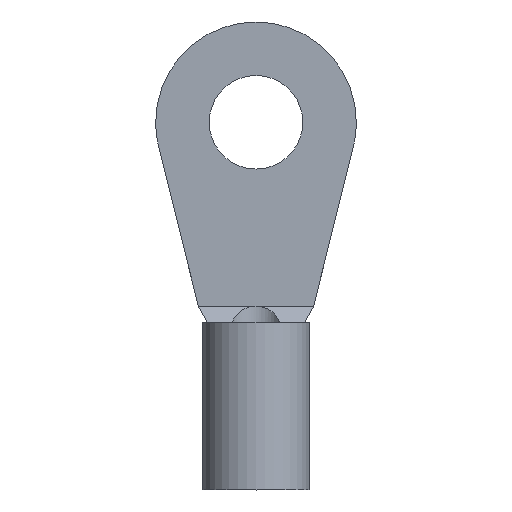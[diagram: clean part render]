
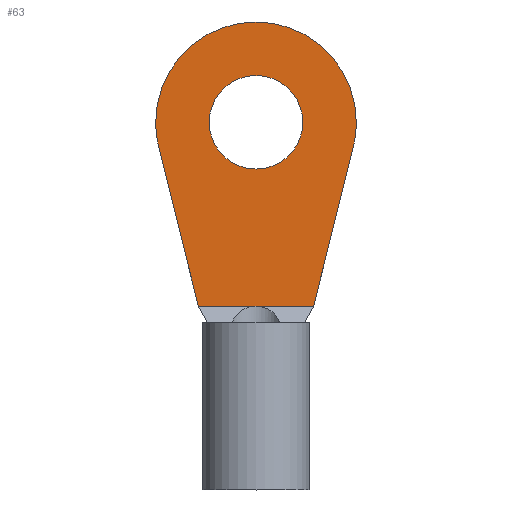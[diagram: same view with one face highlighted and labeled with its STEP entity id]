
A CAD part, top view. The second image highlights one B-rep face of the part: STEP entity #63.
In plain terms, the highlighted planar face has unit normal (0, 0, 1).
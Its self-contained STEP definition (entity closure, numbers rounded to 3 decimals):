
#63=ADVANCED_FACE('',(#132,#133),#134,.T.);
#132=FACE_OUTER_BOUND('',#241,.T.);
#133=FACE_BOUND('',#242,.T.);
#134=PLANE('',#243);
#241=EDGE_LOOP('',(#365,#366,#367,#368,#369,#370,#371));
#242=EDGE_LOOP('',(#372,#373));
#243=AXIS2_PLACEMENT_3D('',#374,#375,#376);
#365=ORIENTED_EDGE('',*,*,#509,.T.);
#366=ORIENTED_EDGE('',*,*,#510,.T.);
#367=ORIENTED_EDGE('',*,*,#507,.T.);
#368=ORIENTED_EDGE('',*,*,#511,.T.);
#369=ORIENTED_EDGE('',*,*,#466,.T.);
#370=ORIENTED_EDGE('',*,*,#462,.T.);
#371=ORIENTED_EDGE('',*,*,#512,.F.);
#372=ORIENTED_EDGE('',*,*,#513,.T.);
#373=ORIENTED_EDGE('',*,*,#514,.T.);
#374=CARTESIAN_POINT('',(3.0,5.0,0.8));
#375=DIRECTION('',(0.0,0.0,1.0));
#376=DIRECTION('',(1.0,0.0,0.0));
#462=EDGE_CURVE('',#532,#537,#539,.T.);
#466=EDGE_CURVE('',#542,#532,#545,.T.);
#507=EDGE_CURVE('',#606,#608,#610,.T.);
#509=EDGE_CURVE('',#612,#584,#613,.T.);
#510=EDGE_CURVE('',#584,#606,#614,.T.);
#511=EDGE_CURVE('',#608,#542,#615,.T.);
#512=EDGE_CURVE('',#612,#537,#616,.T.);
#513=EDGE_CURVE('',#617,#618,#619,.T.);
#514=EDGE_CURVE('',#618,#617,#620,.T.);
#532=VERTEX_POINT('',#638);
#537=VERTEX_POINT('',#644);
#539=CIRCLE('',#647,3.0);
#542=VERTEX_POINT('',#650);
#545=CIRCLE('',#654,3.0);
#584=VERTEX_POINT('',#722);
#606=VERTEX_POINT('',#761);
#608=VERTEX_POINT('',#764);
#610=LINE('',#767,#768);
#612=VERTEX_POINT('',#770);
#613=LINE('',#771,#772);
#614=LINE('',#773,#774);
#615=CIRCLE('',#775,3.0);
#616=LINE('',#776,#777);
#617=VERTEX_POINT('',#778);
#618=VERTEX_POINT('',#779);
#619=CIRCLE('',#780,1.4);
#620=CIRCLE('',#781,1.4);
#638=CARTESIAN_POINT('',(0.0,11.0,0.8));
#644=CARTESIAN_POINT('',(0.089,10.276,0.8));
#647=AXIS2_PLACEMENT_3D('',#808,#809,#810);
#650=CARTESIAN_POINT('',(6.0,11.0,0.8));
#654=AXIS2_PLACEMENT_3D('',#815,#816,#817);
#722=CARTESIAN_POINT('',(3.0,5.5,0.8));
#761=CARTESIAN_POINT('',(4.724,5.5,0.8));
#764=CARTESIAN_POINT('',(5.911,10.276,0.8));
#767=CARTESIAN_POINT('',(4.6,5.0,0.8));
#768=VECTOR('',#875,1.0);
#770=CARTESIAN_POINT('',(1.276,5.5,0.8));
#771=CARTESIAN_POINT('',(3.0,5.5,0.8));
#772=VECTOR('',#876,1.0);
#773=CARTESIAN_POINT('',(3.0,5.5,0.8));
#774=VECTOR('',#877,1.0);
#775=AXIS2_PLACEMENT_3D('',#878,#879,#880);
#776=CARTESIAN_POINT('',(1.4,5.0,0.8));
#777=VECTOR('',#881,1.0);
#778=CARTESIAN_POINT('',(1.6,11.0,0.8));
#779=CARTESIAN_POINT('',(4.4,11.0,0.8));
#780=AXIS2_PLACEMENT_3D('',#882,#883,#884);
#781=AXIS2_PLACEMENT_3D('',#885,#886,#887);
#808=CARTESIAN_POINT('',(3.0,11.0,0.8));
#809=DIRECTION('',(0.0,0.0,1.0));
#810=DIRECTION('',(1.0,0.0,0.0));
#815=CARTESIAN_POINT('',(3.0,11.0,0.8));
#816=DIRECTION('',(0.0,0.0,1.0));
#817=DIRECTION('',(1.0,0.0,0.0));
#875=DIRECTION('',(0.241,0.97,0.0));
#876=DIRECTION('',(1.0,0.,0.0));
#877=DIRECTION('',(1.0,0.,0.0));
#878=CARTESIAN_POINT('',(3.0,11.0,0.8));
#879=DIRECTION('',(0.0,0.0,1.0));
#880=DIRECTION('',(1.0,0.0,0.0));
#881=DIRECTION('',(-0.241,0.97,0.0));
#882=CARTESIAN_POINT('',(3.0,11.0,0.8));
#883=DIRECTION('',(0.0,0.0,-1.0));
#884=DIRECTION('',(1.0,0.0,0.0));
#885=CARTESIAN_POINT('',(3.0,11.0,0.8));
#886=DIRECTION('',(0.0,0.0,-1.0));
#887=DIRECTION('',(1.0,0.0,0.0));
